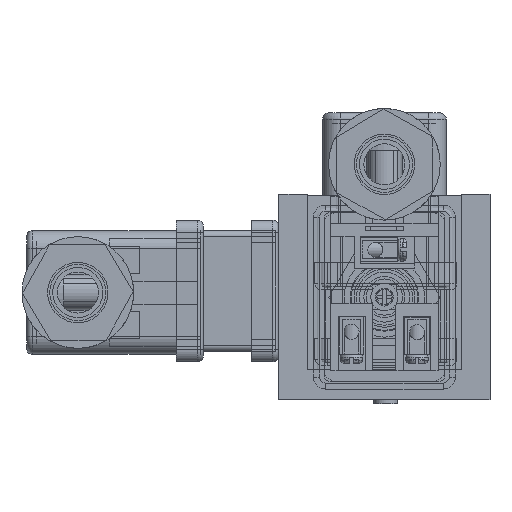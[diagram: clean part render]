
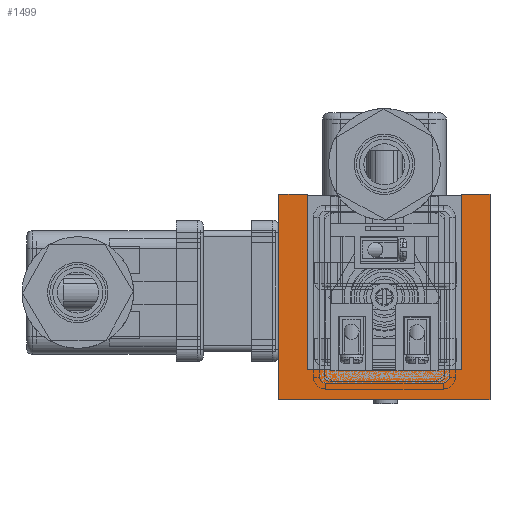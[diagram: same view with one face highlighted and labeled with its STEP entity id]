
A CAD part, front view. The second image highlights one B-rep face of the part: STEP entity #1499.
In plain terms, the highlighted planar face has unit normal (0, -1, 0).
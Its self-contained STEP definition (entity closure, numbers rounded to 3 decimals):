
#1499 = ADVANCED_FACE( '', ( #3115 ), #3116, .T. );
#3115 = FACE_OUTER_BOUND( '', #4894, .T. );
#3116 = PLANE( '', #4895 );
#4894 = EDGE_LOOP( '', ( #9109, #9110, #9111, #9112, #9113, #9114, #9115, #9116 ) );
#4895 = AXIS2_PLACEMENT_3D( '', #9117, #9118, #9119 );
#9109 = ORIENTED_EDGE( '', *, *, #10443, .F. );
#9110 = ORIENTED_EDGE( '', *, *, #9983, .F. );
#9111 = ORIENTED_EDGE( '', *, *, #10828, .T. );
#9112 = ORIENTED_EDGE( '', *, *, #11173, .T. );
#9113 = ORIENTED_EDGE( '', *, *, #11437, .T. );
#9114 = ORIENTED_EDGE( '', *, *, #11448, .T. );
#9115 = ORIENTED_EDGE( '', *, *, #10820, .T. );
#9116 = ORIENTED_EDGE( '', *, *, #10699, .F. );
#9117 = CARTESIAN_POINT( '', ( -17.5, 0., 17. ) );
#9118 = DIRECTION( '', ( 0., -1., 0. ) );
#9119 = DIRECTION( '', ( 0., 0., -1. ) );
#9983 = EDGE_CURVE( '', #11741, #11743, #11744, .T. );
#10443 = EDGE_CURVE( '', #11743, #12522, #12523, .T. );
#10699 = EDGE_CURVE( '', #12522, #12918, #12919, .T. );
#10820 = EDGE_CURVE( '', #13093, #12918, #13094, .T. );
#10828 = EDGE_CURVE( '', #11741, #13103, #13105, .T. );
#11173 = EDGE_CURVE( '', #13103, #13578, #13579, .T. );
#11437 = EDGE_CURVE( '', #13578, #13899, #13900, .T. );
#11448 = EDGE_CURVE( '', #13899, #13093, #13911, .T. );
#11741 = VERTEX_POINT( '', #14423 );
#11743 = VERTEX_POINT( '', #14426 );
#11744 = LINE( '', #14427, #14428 );
#12522 = VERTEX_POINT( '', #15656 );
#12523 = LINE( '', #15657, #15658 );
#12918 = VERTEX_POINT( '', #16353 );
#12919 = LINE( '', #16354, #16355 );
#13093 = VERTEX_POINT( '', #16637 );
#13094 = LINE( '', #16638, #16639 );
#13103 = VERTEX_POINT( '', #16652 );
#13105 = LINE( '', #16655, #16656 );
#13578 = VERTEX_POINT( '', #17575 );
#13579 = LINE( '', #17576, #17577 );
#13899 = VERTEX_POINT( '', #18102 );
#13900 = LINE( '', #18103, #18104 );
#13911 = LINE( '', #18118, #18119 );
#14423 = CARTESIAN_POINT( '', ( -12.75, 0., 17. ) );
#14426 = CARTESIAN_POINT( '', ( -12.75, 0., -12. ) );
#14427 = CARTESIAN_POINT( '', ( -12.75, 0., 17. ) );
#14428 = VECTOR( '', #18344, 1000. );
#15656 = CARTESIAN_POINT( '', ( 12.75, 0., -12. ) );
#15657 = CARTESIAN_POINT( '', ( -12.75, 0., -12. ) );
#15658 = VECTOR( '', #18731, 1000. );
#16353 = CARTESIAN_POINT( '', ( 12.75, 0., 17. ) );
#16354 = CARTESIAN_POINT( '', ( 12.75, 0., 17. ) );
#16355 = VECTOR( '', #18934, 1000. );
#16637 = CARTESIAN_POINT( '', ( 17.5, 0., 17. ) );
#16638 = CARTESIAN_POINT( '', ( 17.5, 0., 17. ) );
#16639 = VECTOR( '', #19028, 1000. );
#16652 = CARTESIAN_POINT( '', ( -17.5, 0., 17. ) );
#16655 = CARTESIAN_POINT( '', ( 17.5, 0., 17. ) );
#16656 = VECTOR( '', #19032, 1000. );
#17575 = CARTESIAN_POINT( '', ( -17.5, 0., -17. ) );
#17576 = CARTESIAN_POINT( '', ( -17.5, 0., 17. ) );
#17577 = VECTOR( '', #19288, 1000. );
#18102 = CARTESIAN_POINT( '', ( 17.5, 0., -17. ) );
#18103 = CARTESIAN_POINT( '', ( -17.5, 0., -17. ) );
#18104 = VECTOR( '', #19432, 1000. );
#18118 = CARTESIAN_POINT( '', ( 17.5, 0., -17. ) );
#18119 = VECTOR( '', #19439, 1000. );
#18344 = DIRECTION( '', ( 0., 0., -1. ) );
#18731 = DIRECTION( '', ( 1., 0., 0. ) );
#18934 = DIRECTION( '', ( 0., 0., 1. ) );
#19028 = DIRECTION( '', ( -1., 0., 0. ) );
#19032 = DIRECTION( '', ( -1., 0., 0. ) );
#19288 = DIRECTION( '', ( 0., 0., -1. ) );
#19432 = DIRECTION( '', ( 1., 0., 0. ) );
#19439 = DIRECTION( '', ( 0., 0., 1. ) );
